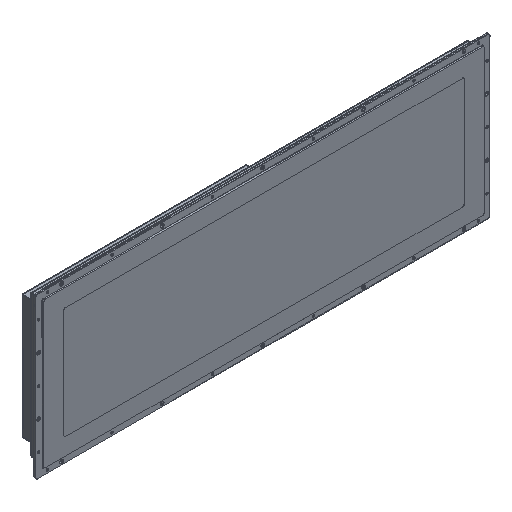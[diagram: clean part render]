
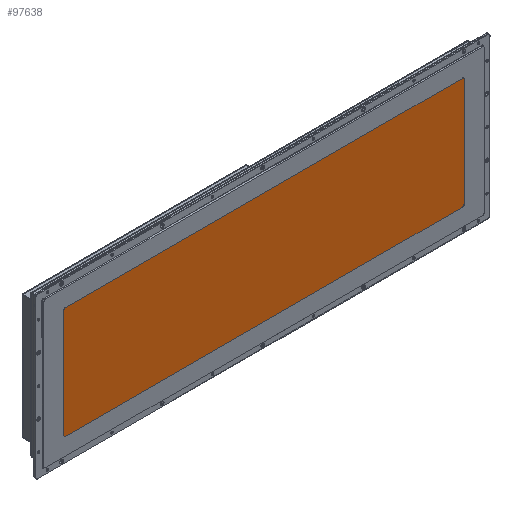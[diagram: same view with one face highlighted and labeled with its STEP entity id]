
A CAD part, isometric view. The second image highlights one B-rep face of the part: STEP entity #97638.
In plain terms, the highlighted face is planar.
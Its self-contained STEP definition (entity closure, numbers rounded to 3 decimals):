
#8754=PLANE('',#105378);
#13485=FACE_OUTER_BOUND('',#19063,.T.);
#19063=EDGE_LOOP('',(#89058,#89059,#89060,#89061,#89062,#89063,#89064,#89065));
#28935=LINE('',#182057,#39025);
#28936=LINE('',#182060,#39026);
#28937=LINE('',#182062,#39027);
#28938=LINE('',#182065,#39028);
#39025=VECTOR('',#128965,10.);
#39026=VECTOR('',#128968,10.);
#39027=VECTOR('',#128969,10.);
#39028=VECTOR('',#128972,10.);
#42198=CIRCLE('',#105376,2.);
#42200=CIRCLE('',#105379,2.);
#42201=CIRCLE('',#105380,2.);
#42202=CIRCLE('',#105381,2.);
#50547=VERTEX_POINT('',#182044);
#50548=VERTEX_POINT('',#182045);
#50551=VERTEX_POINT('',#182053);
#50552=VERTEX_POINT('',#182054);
#50553=VERTEX_POINT('',#182056);
#50554=VERTEX_POINT('',#182058);
#50555=VERTEX_POINT('',#182061);
#50556=VERTEX_POINT('',#182063);
#63554=EDGE_CURVE('',#50547,#50548,#42198,.T.);
#63558=EDGE_CURVE('',#50551,#50552,#42200,.T.);
#63559=EDGE_CURVE('',#50552,#50553,#28935,.T.);
#63560=EDGE_CURVE('',#50553,#50554,#42201,.T.);
#63561=EDGE_CURVE('',#50554,#50547,#28936,.T.);
#63562=EDGE_CURVE('',#50548,#50555,#28937,.T.);
#63563=EDGE_CURVE('',#50555,#50556,#42202,.T.);
#63564=EDGE_CURVE('',#50556,#50551,#28938,.T.);
#89058=ORIENTED_EDGE('',*,*,#63558,.T.);
#89059=ORIENTED_EDGE('',*,*,#63559,.T.);
#89060=ORIENTED_EDGE('',*,*,#63560,.T.);
#89061=ORIENTED_EDGE('',*,*,#63561,.T.);
#89062=ORIENTED_EDGE('',*,*,#63554,.T.);
#89063=ORIENTED_EDGE('',*,*,#63562,.T.);
#89064=ORIENTED_EDGE('',*,*,#63563,.T.);
#89065=ORIENTED_EDGE('',*,*,#63564,.T.);
#97638=ADVANCED_FACE('',(#13485),#8754,.T.);
#105376=AXIS2_PLACEMENT_3D('',#182046,#128955,#128956);
#105378=AXIS2_PLACEMENT_3D('',#182052,#128961,#128962);
#105379=AXIS2_PLACEMENT_3D('',#182055,#128963,#128964);
#105380=AXIS2_PLACEMENT_3D('',#182059,#128966,#128967);
#105381=AXIS2_PLACEMENT_3D('',#182064,#128970,#128971);
#128955=DIRECTION('center_axis',(0.,0.,1.));
#128956=DIRECTION('ref_axis',(0.,1.,0.));
#128961=DIRECTION('center_axis',(0.,0.,1.));
#128962=DIRECTION('ref_axis',(1.,0.,0.));
#128963=DIRECTION('center_axis',(0.,0.,1.));
#128964=DIRECTION('ref_axis',(0.,-1.,0.));
#128965=DIRECTION('',(0.,-1.,0.));
#128966=DIRECTION('center_axis',(0.,0.,1.));
#128967=DIRECTION('ref_axis',(1.,0.,0.));
#128968=DIRECTION('',(1.,0.,0.));
#128969=DIRECTION('',(0.,1.,0.));
#128970=DIRECTION('center_axis',(0.,0.,1.));
#128971=DIRECTION('ref_axis',(-1.,0.,0.));
#128972=DIRECTION('',(-1.,0.,0.));
#182044=CARTESIAN_POINT('',(346.,-97.,3.5));
#182045=CARTESIAN_POINT('',(348.,-95.,3.5));
#182046=CARTESIAN_POINT('Origin',(346.,-95.,3.5));
#182052=CARTESIAN_POINT('Origin',(0.,0.,
3.5));
#182053=CARTESIAN_POINT('',(-346.,97.,3.5));
#182054=CARTESIAN_POINT('',(-348.,95.,3.5));
#182055=CARTESIAN_POINT('Origin',(-346.,95.,3.5));
#182056=CARTESIAN_POINT('',(-348.,-95.,3.5));
#182057=CARTESIAN_POINT('',(-348.,47.5,3.5));
#182058=CARTESIAN_POINT('',(-346.,-97.,3.5));
#182059=CARTESIAN_POINT('Origin',(-346.,-95.,3.5));
#182060=CARTESIAN_POINT('',(-173.,-97.,3.5));
#182061=CARTESIAN_POINT('',(348.,95.,3.5));
#182062=CARTESIAN_POINT('',(348.,-47.5,3.5));
#182063=CARTESIAN_POINT('',(346.,97.,3.5));
#182064=CARTESIAN_POINT('Origin',(346.,95.,3.5));
#182065=CARTESIAN_POINT('',(173.,97.,3.5));
